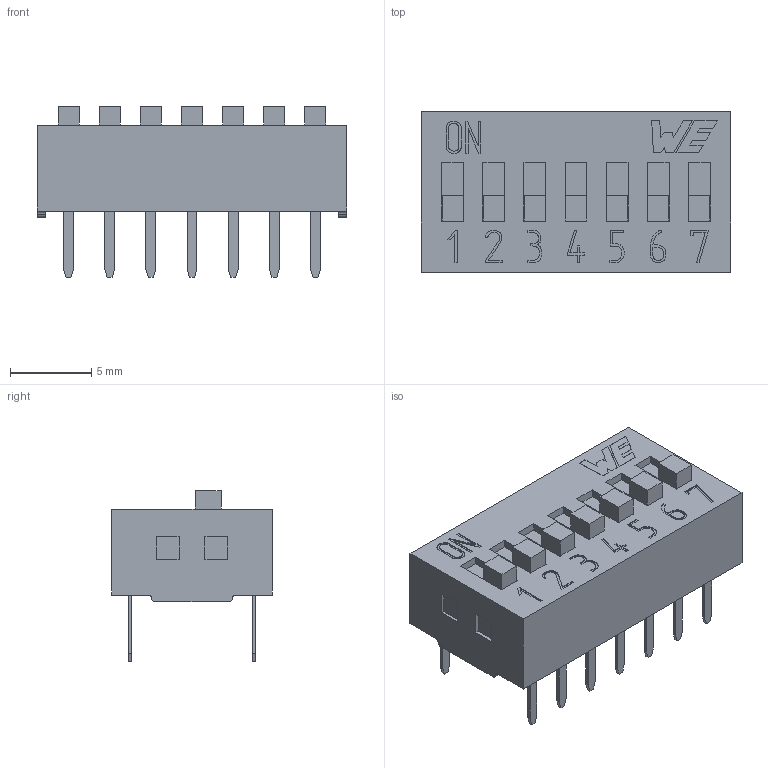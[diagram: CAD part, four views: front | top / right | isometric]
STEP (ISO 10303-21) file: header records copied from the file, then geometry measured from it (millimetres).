
FILE_DESCRIPTION(/* description */ ('Unknown'),/* implementation_level */ '2;1');
FILE_NAME(/* name */ '418117270907',/* time_stamp */ '2018-08-10T13:46:48+02:00',/* author */ ('Unknown'),/* organization */ ('Unknown'),/* preprocessor_version */ 'ST-DEVELOPER v16.7',/* originating_system */ 'DEX',/* authorisation */ $);
FILE_SCHEMA (('AUTOMOTIVE_DESIGN {1 0 10303 214 3 1 1}'));
Length unit declared in the file: millimetre
Products named in the file (4): 418117270907; Base_switch; clip; base
Assembly tree (9 placements, depth 2):
  418117270907
    Base_switch
    clip  x7
    base
Bounding box: 19.08 x 9.9 x 10.55 mm (x, y, z)
Volume: 680.4 mm3; surface area: 2087.7 mm2
Topology: 9 solids, 9 shells, 409 faces, 1059 edges, 706 vertices
Faces by surface type: plane 376, bspline 18, cylinder 15
Entity records: 12111 total; most frequent: CARTESIAN_POINT 2656, ORIENTED_EDGE 1610, DIRECTION 1273, EDGE_CURVE 805, LINE 639, VECTOR 639, VERTEX_POINT 538, EDGE_LOOP 355
